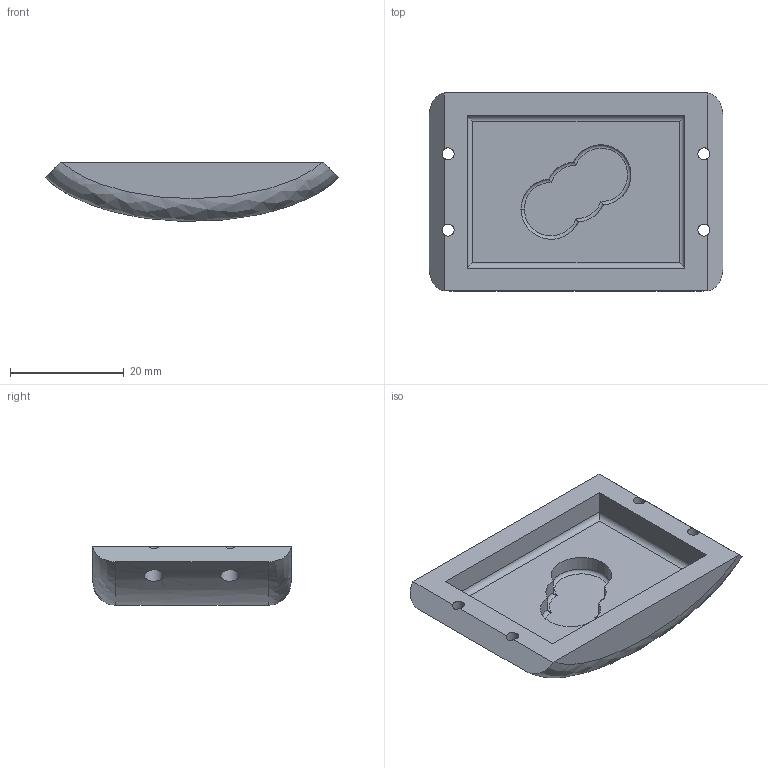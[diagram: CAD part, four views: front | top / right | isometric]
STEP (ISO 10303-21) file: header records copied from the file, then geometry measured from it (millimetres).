
FILE_DESCRIPTION(('FreeCAD Model'),'2;1');
FILE_NAME('Open CASCADE Shape Model','2025-08-03T23:38:21',(''),(''), 'Open CASCADE STEP processor 7.8','FreeCAD','Unknown');
FILE_SCHEMA(('AUTOMOTIVE_DESIGN { 1 0 10303 214 1 1 1 1 }'));
Length unit declared in the file: millimetre
Products named in the file (1): bodyBottom
Bounding box: 51.57 x 34.8 x 10.32 mm (x, y, z)
Volume: 8082.8 mm3; surface area: 5301.8 mm2
Topology: 1 solids, 1 shells, 39 faces, 102 edges, 67 vertices
Faces by surface type: cylinder 16, plane 15, torus 5, bspline 2, extrusion 1
Full cylindrical faces by diameter (mm): 2.1 x4, 3.3 x4
Entity records: 4744 total; most frequent: CARTESIAN_POINT 2776, DIRECTION 329, ORIENTED_EDGE 204, PCURVE 204, DEFINITIONAL_REPRESENTATION 204, VECTOR 147, LINE 146, EDGE_CURVE 102
